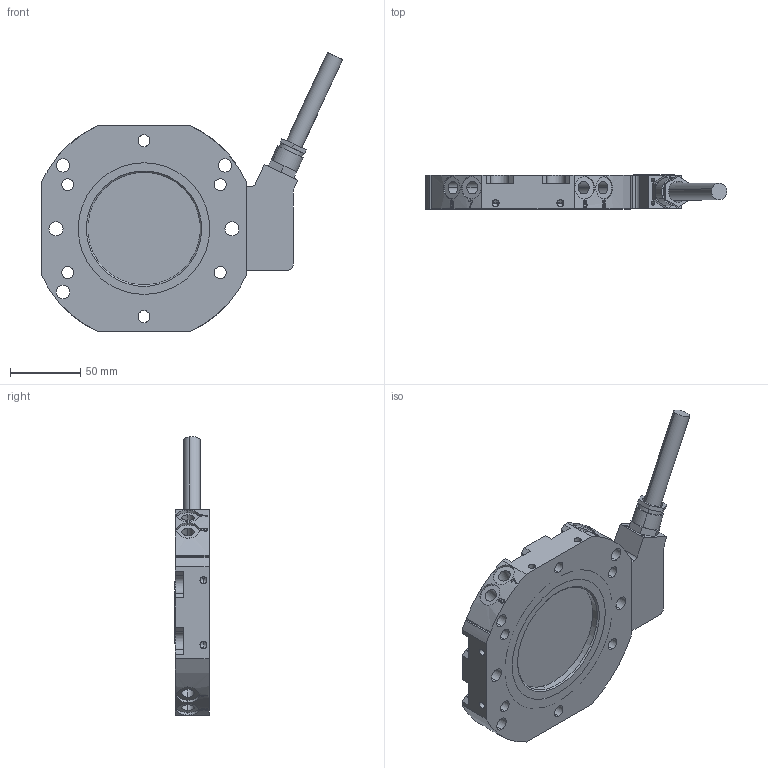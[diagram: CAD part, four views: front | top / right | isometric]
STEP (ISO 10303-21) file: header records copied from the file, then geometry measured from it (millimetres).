
FILE_DESCRIPTION (( 'STEP AP203' ), '1' );
FILE_NAME ('P1804.STEP', '2018-11-29T15:44:42', ( 'rsp' ), ( 'Hewlett-Packard Company' ), 'SwSTEP 2.0', 'SolidWorks 2017', '' );
FILE_SCHEMA (( 'CONFIG_CONTROL_DESIGN' ));
Length unit declared in the file: millimetre
Products named in the file (1): P1804
Bounding box: 214.22 x 24.3 x 198.03 mm (x, y, z)
Volume: 348363.1 mm3; surface area: 104763.4 mm2
Topology: 30 solids, 31 shells, 1148 faces, 2772 edges, 1740 vertices
Faces by surface type: plane 406, cylinder 393, bspline 175, cone 154, torus 20
Entity records: 50467 total; most frequent: CARTESIAN_POINT 24442, ORIENTED_EDGE 5440, DIRECTION 5075, EDGE_CURVE 2720, AXIS2_PLACEMENT_3D 1834, VERTEX_POINT 1740, LINE 1407, VECTOR 1407
